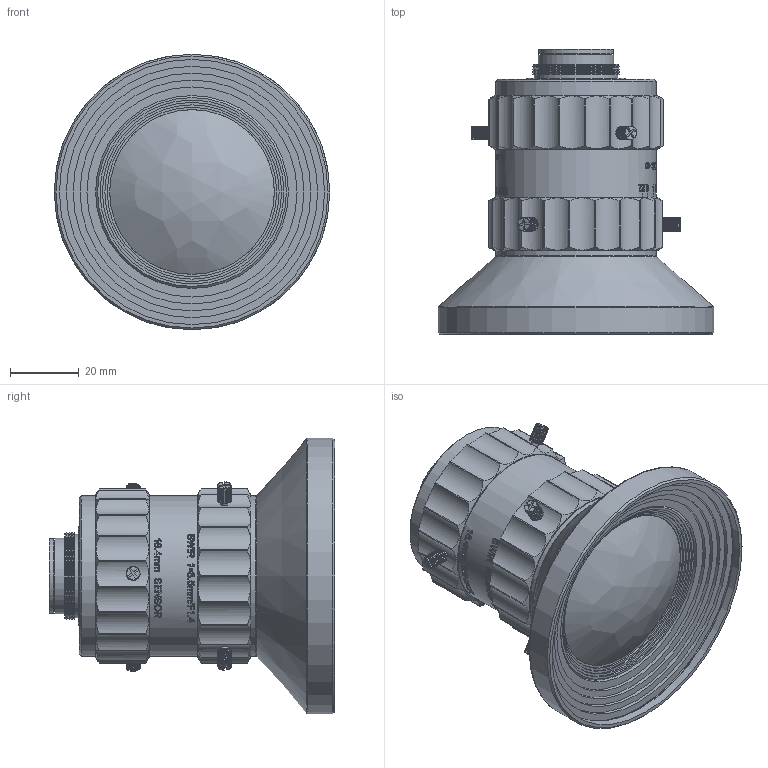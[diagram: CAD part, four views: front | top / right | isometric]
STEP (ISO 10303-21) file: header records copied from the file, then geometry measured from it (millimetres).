
FILE_DESCRIPTION (( 'STEP AP203' ), '1' );
FILE_NAME ('680020.STEP', '2024-11-28T01:45:52', ( 'Windows User' ), ( 'P R C' ), 'SwSTEP 2.0', 'SolidWorks 2020', '' );
FILE_SCHEMA (( 'CONFIG_CONTROL_DESIGN' ));
Products named in the file (1): 680020
Bounding box: 80 x 82.8 x 80 mm (x, y, z)
Volume: 96842.1 mm3; surface area: 76374.2 mm2
Topology: 49 solids, 49 shells, 2119 faces, 5425 edges, 3623 vertices
Faces by surface type: plane 1009, cylinder 677, bspline 382, cone 51
Full cylindrical faces by diameter (mm): 0.9 x3, 1 x2, 1.1 x5, 1.2 x38, 1.3 x2, 1.4 x10, 1.6 x11, 1.64 x3, 1.7 x2, 2 x9, 2.1 x3, 2.2 x3, 2.5 x7, 3 x5, 3.2 x3, 3.6 x3, 4 x3, 13.6 x1, 14.6 x1, 14.8 x1, 16.2 x1, 18 x1, 18.1 x1, 19.1 x2, 19.4 x2, 19.5 x1, 20 x2, 20.5 x1, 20.6 x1, 21 x2
Entity records: 112491 total; most frequent: CARTESIAN_POINT 64017, ORIENTED_EDGE 10204, DIRECTION 8934, EDGE_CURVE 5102, VERTEX_POINT 3562, AXIS2_PLACEMENT_3D 3084, LINE 2766, VECTOR 2766
